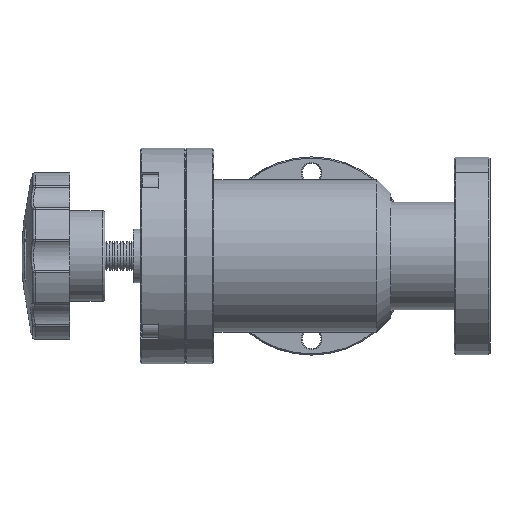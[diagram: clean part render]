
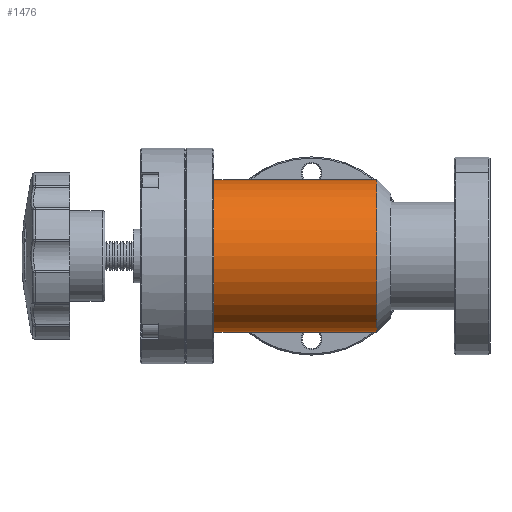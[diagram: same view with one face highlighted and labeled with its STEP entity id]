
A CAD part, left-side view. The second image highlights one B-rep face of the part: STEP entity #1476.
In plain terms, the highlighted cylindrical face has radius 27 mm (diameter 54 mm), a partial arc.
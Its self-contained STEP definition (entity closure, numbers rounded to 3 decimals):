
#691 = CIRCLE ( 'NONE', #696, 27. ) ;
#693 = CIRCLE ( 'NONE', #698, 27. ) ;
#696 = AXIS2_PLACEMENT_3D ( 'NONE', #4248, #4249, #4250 ) ;
#698 = AXIS2_PLACEMENT_3D ( 'NONE', #4251, #4252, #4253 ) ;
#1476 = ADVANCED_FACE ( 'NONE', ( #15894 ), #15893, .T. ) ;
#1589 = EDGE_CURVE ( 'NONE', #11868, #11867, #691, .T. ) ;
#1590 = EDGE_CURVE ( 'NONE', #11874, #11857, #693, .T. ) ;
#4248 = CARTESIAN_POINT ( 'NONE',  ( 0., 34.7, 0. ) ) ;
#4249 = DIRECTION ( 'NONE',  ( 0., 1., 0. ) ) ;
#4250 = DIRECTION ( 'NONE',  ( 0., 0., 1. ) ) ;
#4251 = CARTESIAN_POINT ( 'NONE',  ( 0., 92.2, 0. ) ) ;
#4252 = DIRECTION ( 'NONE',  ( 0., 1., 0. ) ) ;
#4253 = DIRECTION ( 'NONE',  ( 0., 0., 1. ) ) ;
#6221 = CARTESIAN_POINT ( 'NONE',  ( 0., 34.7, -27. ) ) ;
#7251 = CARTESIAN_POINT ( 'NONE',  ( 0., 92.2, 27. ) ) ;
#7261 = CARTESIAN_POINT ( 'NONE',  ( 0., 34.7, 27. ) ) ;
#7267 = CARTESIAN_POINT ( 'NONE',  ( 0., 92.2, -27. ) ) ;
#8307 = CARTESIAN_POINT ( 'NONE',  ( 0., 123.271, 27. ) ) ;
#8308 = LINE ( 'NONE', #8307, #8412 ) ;
#8363 = LINE ( 'NONE', #8364, #8411 ) ;
#8364 = CARTESIAN_POINT ( 'NONE',  ( 0., 123.271, -27. ) ) ;
#8365 = DIRECTION ( 'NONE',  ( 0., 1., 0. ) ) ;
#8371 = DIRECTION ( 'NONE',  ( 0., 1., 0. ) ) ;
#8411 = VECTOR ( 'NONE', #8365, 1000. ) ;
#8412 = VECTOR ( 'NONE', #8371, 1000. ) ;
#10152 = AXIS2_PLACEMENT_3D ( 'NONE', #15895, #15891, #15897 ) ;
#11446 = ORIENTED_EDGE ( 'NONE', *, *, #16415, .F. ) ;
#11447 = ORIENTED_EDGE ( 'NONE', *, *, #1589, .T. ) ;
#11448 = ORIENTED_EDGE ( 'NONE', *, *, #16417, .T. ) ;
#11449 = ORIENTED_EDGE ( 'NONE', *, *, #1590, .F. ) ;
#11857 = VERTEX_POINT ( 'NONE', #7251 ) ;
#11867 = VERTEX_POINT ( 'NONE', #7261 ) ;
#11868 = VERTEX_POINT ( 'NONE', #6221 ) ;
#11874 = VERTEX_POINT ( 'NONE', #7267 ) ;
#12848 = EDGE_LOOP ( 'NONE', ( #11446, #11447, #11448, #11449 ) ) ;
#15891 = DIRECTION ( 'NONE',  ( 0., 1., 0. ) ) ;
#15893 = CYLINDRICAL_SURFACE ( 'NONE', #10152, 27. ) ;
#15894 = FACE_OUTER_BOUND ( 'NONE', #12848, .T. ) ;
#15895 = CARTESIAN_POINT ( 'NONE',  ( 0., 123.271, 0. ) ) ;
#15897 = DIRECTION ( 'NONE',  ( 0., 0., 1. ) ) ;
#16415 = EDGE_CURVE ( 'NONE', #11868, #11874, #8363, .T. ) ;
#16417 = EDGE_CURVE ( 'NONE', #11867, #11857, #8308, .T. ) ;
